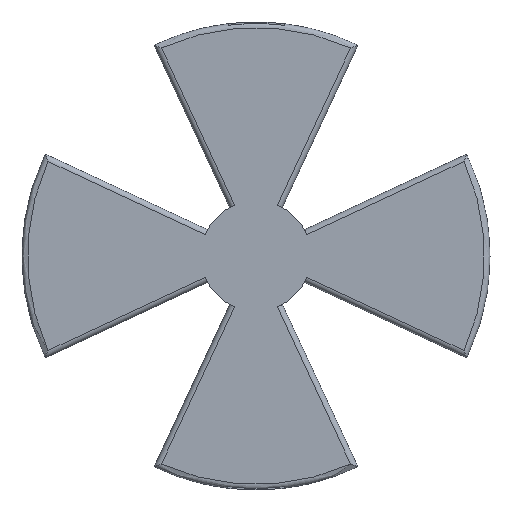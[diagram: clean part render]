
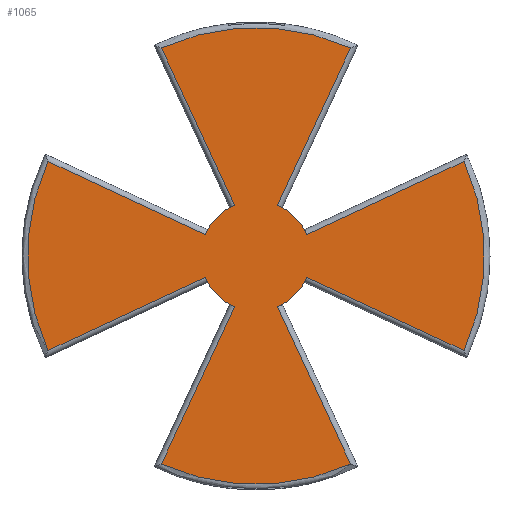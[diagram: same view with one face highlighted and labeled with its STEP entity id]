
A CAD part, front view. The second image highlights one B-rep face of the part: STEP entity #1065.
In plain terms, the highlighted planar face has unit normal (0, -1, 0).
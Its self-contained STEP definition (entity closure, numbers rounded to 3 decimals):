
#43=CIRCLE('',#1094,41.5);
#51=CIRCLE('',#1109,41.5);
#52=CIRCLE('',#1116,41.5);
#58=CIRCLE('',#1128,41.5);
#76=CIRCLE('',#1173,10.);
#77=CIRCLE('',#1175,10.);
#78=CIRCLE('',#1177,10.);
#79=CIRCLE('',#1179,10.);
#136=FACE_OUTER_BOUND('',#193,.T.);
#193=EDGE_LOOP('',(#957,#958,#959,#960,#961,#962,#963,#964,#965,#966,#967,
#968,#969,#970,#971,#972));
#243=LINE('',#1671,#336);
#244=LINE('',#1674,#337);
#251=LINE('',#1711,#344);
#252=LINE('',#1747,#345);
#263=LINE('',#1798,#356);
#264=LINE('',#1834,#357);
#275=LINE('',#1883,#368);
#276=LINE('',#1886,#369);
#336=VECTOR('',#1274,10.);
#337=VECTOR('',#1277,10.);
#344=VECTOR('',#1290,10.);
#345=VECTOR('',#1299,10.);
#356=VECTOR('',#1324,10.);
#357=VECTOR('',#1333,10.);
#368=VECTOR('',#1358,10.);
#369=VECTOR('',#1361,10.);
#418=VERTEX_POINT('',#1537);
#419=VERTEX_POINT('',#1552);
#438=VERTEX_POINT('',#1626);
#439=VERTEX_POINT('',#1641);
#441=VERTEX_POINT('',#1660);
#442=VERTEX_POINT('',#1673);
#448=VERTEX_POINT('',#1699);
#449=VERTEX_POINT('',#1710);
#450=VERTEX_POINT('',#1727);
#452=VERTEX_POINT('',#1746);
#464=VERTEX_POINT('',#1786);
#465=VERTEX_POINT('',#1797);
#467=VERTEX_POINT('',#1816);
#468=VERTEX_POINT('',#1833);
#479=VERTEX_POINT('',#1872);
#480=VERTEX_POINT('',#1885);
#526=EDGE_CURVE('',#418,#419,#43,.T.);
#552=EDGE_CURVE('',#438,#439,#51,.T.);
#556=EDGE_CURVE('',#441,#418,#243,.T.);
#557=EDGE_CURVE('',#419,#442,#244,.T.);
#566=EDGE_CURVE('',#448,#449,#251,.T.);
#568=EDGE_CURVE('',#449,#450,#52,.T.);
#571=EDGE_CURVE('',#450,#452,#252,.T.);
#587=EDGE_CURVE('',#464,#465,#263,.T.);
#590=EDGE_CURVE('',#465,#467,#58,.T.);
#592=EDGE_CURVE('',#467,#468,#264,.T.);
#608=EDGE_CURVE('',#479,#438,#275,.T.);
#609=EDGE_CURVE('',#439,#480,#276,.T.);
#655=EDGE_CURVE('',#442,#448,#76,.T.);
#656=EDGE_CURVE('',#468,#441,#77,.T.);
#657=EDGE_CURVE('',#480,#464,#78,.T.);
#658=EDGE_CURVE('',#452,#479,#79,.T.);
#957=ORIENTED_EDGE('',*,*,#656,.F.);
#958=ORIENTED_EDGE('',*,*,#592,.F.);
#959=ORIENTED_EDGE('',*,*,#590,.F.);
#960=ORIENTED_EDGE('',*,*,#587,.F.);
#961=ORIENTED_EDGE('',*,*,#657,.F.);
#962=ORIENTED_EDGE('',*,*,#609,.F.);
#963=ORIENTED_EDGE('',*,*,#552,.F.);
#964=ORIENTED_EDGE('',*,*,#608,.F.);
#965=ORIENTED_EDGE('',*,*,#658,.F.);
#966=ORIENTED_EDGE('',*,*,#571,.F.);
#967=ORIENTED_EDGE('',*,*,#568,.F.);
#968=ORIENTED_EDGE('',*,*,#566,.F.);
#969=ORIENTED_EDGE('',*,*,#655,.F.);
#970=ORIENTED_EDGE('',*,*,#557,.F.);
#971=ORIENTED_EDGE('',*,*,#526,.F.);
#972=ORIENTED_EDGE('',*,*,#556,.F.);
#1008=PLANE('',#1180);
#1065=ADVANCED_FACE('',(#136),#1008,.F.);
#1094=AXIS2_PLACEMENT_3D('',#1553,#1225,#1226);
#1109=AXIS2_PLACEMENT_3D('',#1642,#1269,#1270);
#1116=AXIS2_PLACEMENT_3D('',#1728,#1293,#1294);
#1128=AXIS2_PLACEMENT_3D('',#1817,#1329,#1330);
#1173=AXIS2_PLACEMENT_3D('',#1983,#1462,#1463);
#1175=AXIS2_PLACEMENT_3D('',#1985,#1466,#1467);
#1177=AXIS2_PLACEMENT_3D('',#1987,#1470,#1471);
#1179=AXIS2_PLACEMENT_3D('',#1989,#1474,#1475);
#1180=AXIS2_PLACEMENT_3D('',#1990,#1476,#1477);
#1225=DIRECTION('center_axis',(0.,1.,0.));
#1226=DIRECTION('ref_axis',(0.,0.,-1.));
#1269=DIRECTION('center_axis',(0.,1.,0.));
#1270=DIRECTION('ref_axis',(0.,0.,1.));
#1274=DIRECTION('',(0.423,0.,-0.906));
#1277=DIRECTION('',(0.423,0.,0.906));
#1290=DIRECTION('',(-0.906,0.,-0.423));
#1293=DIRECTION('center_axis',(0.,1.,0.));
#1294=DIRECTION('ref_axis',(-1.,0.,0.));
#1299=DIRECTION('',(0.906,0.,-0.423));
#1324=DIRECTION('',(0.906,0.,0.423));
#1329=DIRECTION('center_axis',(0.,1.,0.));
#1330=DIRECTION('ref_axis',(1.,0.,0.));
#1333=DIRECTION('',(-0.906,0.,0.423));
#1358=DIRECTION('',(-0.423,0.,0.906));
#1361=DIRECTION('',(-0.423,0.,-0.906));
#1462=DIRECTION('center_axis',(0.,1.,0.));
#1463=DIRECTION('ref_axis',(1.,0.,0.));
#1466=DIRECTION('center_axis',(0.,1.,0.));
#1467=DIRECTION('ref_axis',(1.,0.,0.));
#1470=DIRECTION('center_axis',(0.,1.,0.));
#1471=DIRECTION('ref_axis',(1.,0.,0.));
#1474=DIRECTION('center_axis',(0.,1.,0.));
#1475=DIRECTION('ref_axis',(1.,0.,0.));
#1476=DIRECTION('center_axis',(0.,1.,0.));
#1477=DIRECTION('ref_axis',(1.,0.,0.));
#1537=CARTESIAN_POINT('',(17.171,0.,-37.781));
#1552=CARTESIAN_POINT('',(-17.171,0.,-37.781));
#1553=CARTESIAN_POINT('Origin',(0.,0.,0.));
#1626=CARTESIAN_POINT('',(-17.171,0.,37.781));
#1641=CARTESIAN_POINT('',(17.171,0.,37.781));
#1642=CARTESIAN_POINT('Origin',(0.,0.,0.));
#1660=CARTESIAN_POINT('',(3.856,0.,-9.227));
#1671=CARTESIAN_POINT('',(1.743,0.,-4.694));
#1673=CARTESIAN_POINT('',(-3.856,0.,-9.227));
#1674=CARTESIAN_POINT('',(-8.613,0.,-19.428));
#1699=CARTESIAN_POINT('',(-9.227,0.,-3.856));
#1710=CARTESIAN_POINT('',(-37.781,0.,-17.171));
#1711=CARTESIAN_POINT('',(-4.694,0.,-1.743));
#1727=CARTESIAN_POINT('',(-37.781,0.,17.171));
#1728=CARTESIAN_POINT('Origin',(0.,0.,0.));
#1746=CARTESIAN_POINT('',(-9.227,0.,3.856));
#1747=CARTESIAN_POINT('',(-19.428,0.,8.613));
#1786=CARTESIAN_POINT('',(9.227,0.,3.856));
#1797=CARTESIAN_POINT('',(37.781,0.,17.171));
#1798=CARTESIAN_POINT('',(4.694,0.,1.743));
#1816=CARTESIAN_POINT('',(37.781,0.,-17.171));
#1817=CARTESIAN_POINT('Origin',(0.,0.,0.));
#1833=CARTESIAN_POINT('',(9.227,0.,-3.856));
#1834=CARTESIAN_POINT('',(19.428,0.,-8.613));
#1872=CARTESIAN_POINT('',(-3.856,0.,9.227));
#1883=CARTESIAN_POINT('',(-1.743,0.,4.694));
#1885=CARTESIAN_POINT('',(3.856,0.,9.227));
#1886=CARTESIAN_POINT('',(8.613,0.,19.428));
#1983=CARTESIAN_POINT('Origin',(0.,0.,0.));
#1985=CARTESIAN_POINT('Origin',(0.,0.,0.));
#1987=CARTESIAN_POINT('Origin',(0.,0.,0.));
#1989=CARTESIAN_POINT('Origin',(0.,0.,0.));
#1990=CARTESIAN_POINT('Origin',(0.,0.,0.));
